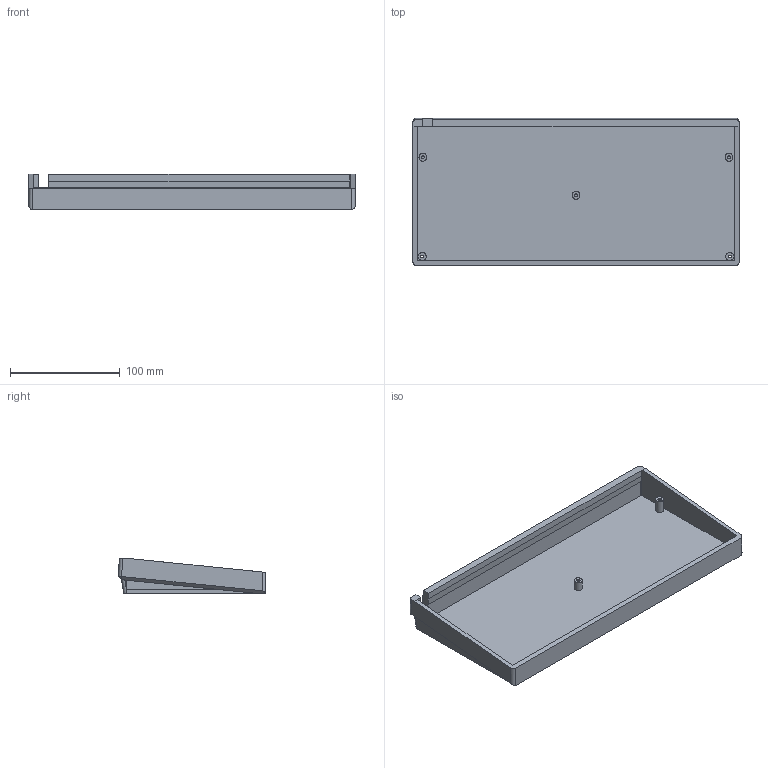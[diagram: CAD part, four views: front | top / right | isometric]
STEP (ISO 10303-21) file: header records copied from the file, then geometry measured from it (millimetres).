
FILE_DESCRIPTION(/* description */ (''),/* implementation_level */ '2;1');
FILE_NAME(/* name */ 'causeway_case.step',/* time_stamp */ '2024-02-15T23:31:13-05:00',/* author */ (''),/* organization */ (''),/* preprocessor_version */ 'ST-DEVELOPER v20',/* originating_system */ 'Autodesk Translation Framework v12.20.1.177',/* authorisation */ '');
FILE_SCHEMA (('AUTOMOTIVE_DESIGN { 1 0 10303 214 3 1 1 }'));
Length unit declared in the file: millimetre
Products named in the file (2): causeway_THT; Case
Assembly tree (1 placements, depth 2):
  causeway_THT
    Case
Bounding box: 297 x 134.11 x 32.35 mm (x, y, z)
Volume: 239935 mm3; surface area: 119798.3 mm2
Topology: 1 solids, 1 shells, 284 faces, 815 edges, 539 vertices
Faces by surface type: cylinder 214, plane 54, bspline 16
Full cylindrical faces by diameter (mm): 2.529 x46, 3.086 x37, 7.2 x3
Entity records: 20829 total; most frequent: CARTESIAN_POINT 14208, ORIENTED_EDGE 1630, DIRECTION 969, EDGE_CURVE 815, VERTEX_POINT 539, B_SPLINE_CURVE_WITH_KNOTS 438, LINE 327, VECTOR 327
